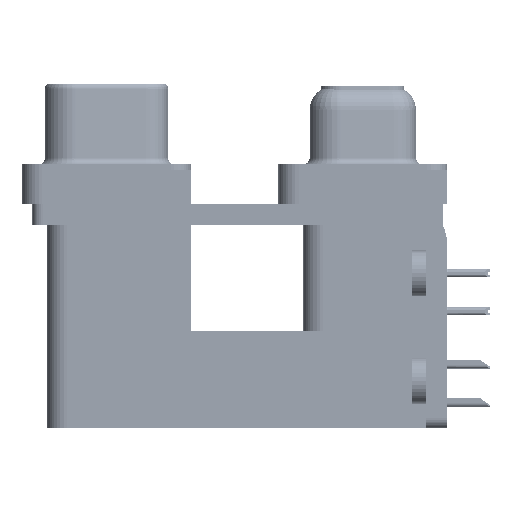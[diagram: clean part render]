
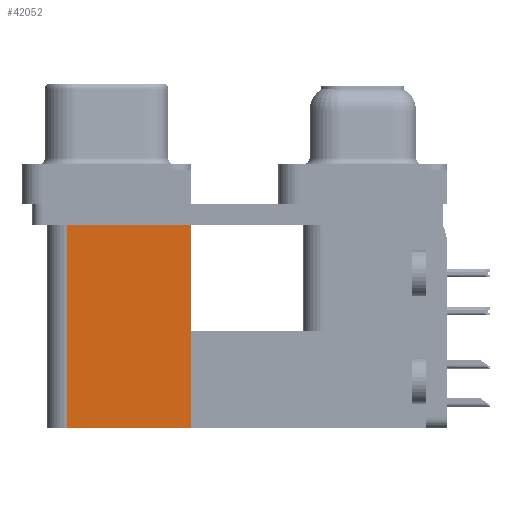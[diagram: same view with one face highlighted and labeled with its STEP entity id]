
A CAD part, left-side view. The second image highlights one B-rep face of the part: STEP entity #42052.
In plain terms, the highlighted planar face has unit normal (-1, 0, 0).
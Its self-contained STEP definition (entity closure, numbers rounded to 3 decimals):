
#2774 = VERTEX_POINT ( 'NONE', #52002 ) ;
#4199 = LINE ( 'NONE', #38054, #10221 ) ;
#7611 = VECTOR ( 'NONE', #54644, 1000. ) ;
#10221 = VECTOR ( 'NONE', #17174, 1000. ) ;
#11215 = ORIENTED_EDGE ( 'NONE', *, *, #48116, .T. ) ;
#13277 = DIRECTION ( 'NONE',  ( 0., 0., 1. ) ) ;
#17174 = DIRECTION ( 'NONE',  ( 0., 0., 1. ) ) ;
#18007 = LINE ( 'NONE', #22804, #7611 ) ;
#22804 = CARTESIAN_POINT ( 'NONE',  ( 3.79, 12.775, -2.5 ) ) ;
#25789 = VERTEX_POINT ( 'NONE', #65178 ) ;
#31128 = ORIENTED_EDGE ( 'NONE', *, *, #44130, .F. ) ;
#33600 = DIRECTION ( 'NONE',  ( 1., 0., 0. ) ) ;
#36683 = EDGE_LOOP ( 'NONE', ( #44268, #31128, #43570, #11215 ) ) ;
#37367 = VERTEX_POINT ( 'NONE', #58897 ) ;
#38054 = CARTESIAN_POINT ( 'NONE',  ( 3.79, 12.775, -19.2 ) ) ;
#38431 = VECTOR ( 'NONE', #13277, 1000. ) ;
#39096 = CARTESIAN_POINT ( 'NONE',  ( 3.79, 12.775, -19.2 ) ) ;
#42052 = ADVANCED_FACE ( 'NONE', ( #65466 ), #55511, .F. ) ;
#43570 = ORIENTED_EDGE ( 'NONE', *, *, #63356, .F. ) ;
#44130 = EDGE_CURVE ( 'NONE', #48102, #25789, #59557, .T. ) ;
#44268 = ORIENTED_EDGE ( 'NONE', *, *, #52721, .T. ) ;
#44754 = CARTESIAN_POINT ( 'NONE',  ( 3.79, 21.975, -19.2 ) ) ;
#48102 = VERTEX_POINT ( 'NONE', #51099 ) ;
#48116 = EDGE_CURVE ( 'NONE', #2774, #37367, #4199, .T. ) ;
#49185 = AXIS2_PLACEMENT_3D ( 'NONE', #65129, #33600, #65790 ) ;
#51099 = CARTESIAN_POINT ( 'NONE',  ( 3.79, 21.975, -19.2 ) ) ;
#52002 = CARTESIAN_POINT ( 'NONE',  ( 3.79, 12.775, -19.2 ) ) ;
#52721 = EDGE_CURVE ( 'NONE', #37367, #25789, #18007, .T. ) ;
#54644 = DIRECTION ( 'NONE',  ( 0., 1., 0. ) ) ;
#55511 = PLANE ( 'NONE',  #49185 ) ;
#57576 = DIRECTION ( 'NONE',  ( 0., 1., 0. ) ) ;
#58897 = CARTESIAN_POINT ( 'NONE',  ( 3.79, 12.775, -2.5 ) ) ;
#59557 = LINE ( 'NONE', #44754, #38431 ) ;
#63356 = EDGE_CURVE ( 'NONE', #2774, #48102, #65173, .T. ) ;
#65129 = CARTESIAN_POINT ( 'NONE',  ( 3.79, 12.775, -19.2 ) ) ;
#65173 = LINE ( 'NONE', #39096, #66729 ) ;
#65178 = CARTESIAN_POINT ( 'NONE',  ( 3.79, 21.975, -2.5 ) ) ;
#65466 = FACE_OUTER_BOUND ( 'NONE', #36683, .T. ) ;
#65790 = DIRECTION ( 'NONE',  ( 0., 1., 0. ) ) ;
#66729 = VECTOR ( 'NONE', #57576, 1000. ) ;
